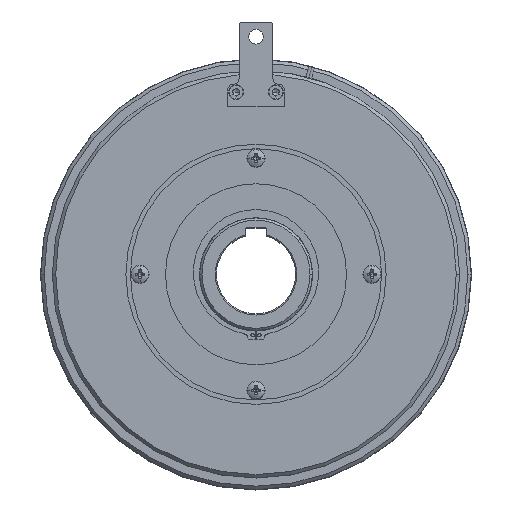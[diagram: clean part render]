
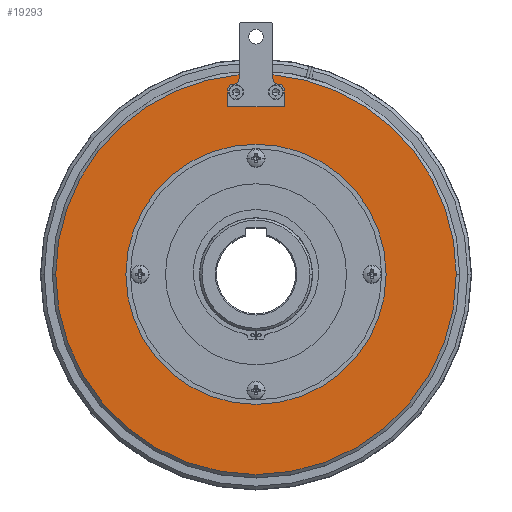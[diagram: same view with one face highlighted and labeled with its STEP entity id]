
A CAD part, top view. The second image highlights one B-rep face of the part: STEP entity #19293.
In plain terms, the highlighted planar face has unit normal (0, 0, 1).
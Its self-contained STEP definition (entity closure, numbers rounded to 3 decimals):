
#1405 = EDGE_CURVE ( 'NONE', #1406, #1407, #22480, .T. ) ;
#1406 = VERTEX_POINT ( 'NONE', #22406 ) ;
#1407 = VERTEX_POINT ( 'NONE', #22530 ) ;
#1441 = VERTEX_POINT ( 'NONE', #22875 ) ;
#1496 = VERTEX_POINT ( 'NONE', #22790 ) ;
#1513 = EDGE_CURVE ( 'NONE', #1496, #1441, #24076, .T. ) ;
#1560 = VERTEX_POINT ( 'NONE', #24265 ) ;
#1612 = EDGE_CURVE ( 'NONE', #1560, #1613, #24393, .T. ) ;
#1613 = VERTEX_POINT ( 'NONE', #24343 ) ;
#19080 = EDGE_CURVE ( 'NONE', #19312, #1496, #23059, .T. ) ;
#19093 = VERTEX_POINT ( 'NONE', #23093 ) ;
#19095 = ORIENTED_EDGE ( 'NONE', *, *, #1405, .T. ) ;
#19122 = EDGE_CURVE ( 'NONE', #1613, #1560, #23123, .T. ) ;
#19139 = VERTEX_POINT ( 'NONE', #23176 ) ;
#19140 = ORIENTED_EDGE ( 'NONE', *, *, #19141, .T. ) ;
#19141 = EDGE_CURVE ( 'NONE', #19139, #19170, #23173, .T. ) ;
#19143 = ORIENTED_EDGE ( 'NONE', *, *, #19144, .T. ) ;
#19144 = EDGE_CURVE ( 'NONE', #19170, #19329, #23137, .T. ) ;
#19145 = ORIENTED_EDGE ( 'NONE', *, *, #1612, .F. ) ;
#19155 = VERTEX_POINT ( 'NONE', #23206 ) ;
#19158 = EDGE_LOOP ( 'NONE', ( #19335, #19145 ) ) ;
#19166 = ORIENTED_EDGE ( 'NONE', *, *, #19080, .T. ) ;
#19168 = ORIENTED_EDGE ( 'NONE', *, *, #19169, .T. ) ;
#19169 = EDGE_CURVE ( 'NONE', #19256, #19139, #23197, .T. ) ;
#19170 = VERTEX_POINT ( 'NONE', #23182 ) ;
#19171 = EDGE_CURVE ( 'NONE', #19329, #19312, #23205, .T. ) ;
#19177 = EDGE_CURVE ( 'NONE', #19093, #19256, #23499, .T. ) ;
#19181 = EDGE_CURVE ( 'NONE', #19324, #19155, #23494, .T. ) ;
#19188 = EDGE_CURVE ( 'NONE', #19155, #19093, #23471, .T. ) ;
#19221 = ORIENTED_EDGE ( 'NONE', *, *, #19188, .T. ) ;
#19222 = EDGE_LOOP ( 'NONE', ( #19248, #19166, #19339, #19340, #19095, #19267, #19257, #19221, #19235, #19168, #19140, #19143 ) ) ;
#19235 = ORIENTED_EDGE ( 'NONE', *, *, #19177, .T. ) ;
#19248 = ORIENTED_EDGE ( 'NONE', *, *, #19171, .T. ) ;
#19256 = VERTEX_POINT ( 'NONE', #23462 ) ;
#19257 = ORIENTED_EDGE ( 'NONE', *, *, #19181, .T. ) ;
#19267 = ORIENTED_EDGE ( 'NONE', *, *, #19268, .T. ) ;
#19268 = EDGE_CURVE ( 'NONE', #1407, #19324, #23255, .T. ) ;
#19293 = ADVANCED_FACE ( 'NONE', ( #23277, #23276 ), #23279, .F. ) ;
#19312 = VERTEX_POINT ( 'NONE', #23379 ) ;
#19324 = VERTEX_POINT ( 'NONE', #23331 ) ;
#19329 = VERTEX_POINT ( 'NONE', #23372 ) ;
#19335 = ORIENTED_EDGE ( 'NONE', *, *, #19122, .F. ) ;
#19339 = ORIENTED_EDGE ( 'NONE', *, *, #1513, .T. ) ;
#19340 = ORIENTED_EDGE ( 'NONE', *, *, #19345, .T. ) ;
#19345 = EDGE_CURVE ( 'NONE', #1441, #1406, #23404, .T. ) ;
#22384 = DIRECTION ( 'NONE',  ( 0., 0., 1. ) ) ;
#22401 = AXIS2_PLACEMENT_3D ( 'NONE', #22527, #22384, #22481 ) ;
#22406 = CARTESIAN_POINT ( 'NONE',  ( 177., 0., 79. ) ) ;
#22480 = CIRCLE ( 'NONE', #22401, 177. ) ;
#22481 = DIRECTION ( 'NONE',  ( -1., 0., 0. ) ) ;
#22527 = CARTESIAN_POINT ( 'NONE',  ( 0., 0., 79. ) ) ;
#22530 = CARTESIAN_POINT ( 'NONE',  ( 15., 176.363, 79. ) ) ;
#22790 = CARTESIAN_POINT ( 'NONE',  ( -15., 176.363, 79. ) ) ;
#22875 = CARTESIAN_POINT ( 'NONE',  ( -177., 0., 79. ) ) ;
#23056 = DIRECTION ( 'NONE',  ( 0., 1., 0. ) ) ;
#23057 = VECTOR ( 'NONE', #23056, 1000. ) ;
#23058 = CARTESIAN_POINT ( 'NONE',  ( -15., 173., 79. ) ) ;
#23059 = LINE ( 'NONE', #23058, #23057 ) ;
#23093 = CARTESIAN_POINT ( 'NONE',  ( 25., 163., 79. ) ) ;
#23123 = CIRCLE ( 'NONE', #23156, 115. ) ;
#23133 = CARTESIAN_POINT ( 'NONE',  ( -20., 163., 79. ) ) ;
#23135 = AXIS2_PLACEMENT_3D ( 'NONE', #23133, #23142, #23141 ) ;
#23137 = CIRCLE ( 'NONE', #23135, 5. ) ;
#23141 = DIRECTION ( 'NONE',  ( 1., 0., 0. ) ) ;
#23142 = DIRECTION ( 'NONE',  ( 0., 0., -1. ) ) ;
#23156 = AXIS2_PLACEMENT_3D ( 'NONE', #23168, #23167, #23166 ) ;
#23166 = DIRECTION ( 'NONE',  ( 1., 0., 0. ) ) ;
#23167 = DIRECTION ( 'NONE',  ( 0., 0., 1. ) ) ;
#23168 = CARTESIAN_POINT ( 'NONE',  ( 0., 0., 79. ) ) ;
#23170 = DIRECTION ( 'NONE',  ( 0., 1., 0. ) ) ;
#23171 = VECTOR ( 'NONE', #23170, 1000. ) ;
#23172 = CARTESIAN_POINT ( 'NONE',  ( -25., 148., 79. ) ) ;
#23173 = LINE ( 'NONE', #23172, #23171 ) ;
#23176 = CARTESIAN_POINT ( 'NONE',  ( -25., 148., 79. ) ) ;
#23182 = CARTESIAN_POINT ( 'NONE',  ( -25., 163., 79. ) ) ;
#23183 = DIRECTION ( 'NONE',  ( 0., 0., 1. ) ) ;
#23196 = CARTESIAN_POINT ( 'NONE',  ( -20., 173., 79. ) ) ;
#23197 = LINE ( 'NONE', #23204, #23223 ) ;
#23199 = DIRECTION ( 'NONE',  ( -1., 0., 0. ) ) ;
#23204 = CARTESIAN_POINT ( 'NONE',  ( 25., 148., 79. ) ) ;
#23205 = CIRCLE ( 'NONE', #23222, 5. ) ;
#23206 = CARTESIAN_POINT ( 'NONE',  ( 20., 168., 79. ) ) ;
#23219 = DIRECTION ( 'NONE',  ( -1., 0., 0. ) ) ;
#23222 = AXIS2_PLACEMENT_3D ( 'NONE', #23196, #23183, #23219 ) ;
#23223 = VECTOR ( 'NONE', #23199, 1000. ) ;
#23243 = CARTESIAN_POINT ( 'NONE',  ( 0., 0., 79. ) ) ;
#23254 = CARTESIAN_POINT ( 'NONE',  ( 15., 220., 79. ) ) ;
#23255 = LINE ( 'NONE', #23254, #23260 ) ;
#23258 = DIRECTION ( 'NONE',  ( 0., -1., 0. ) ) ;
#23260 = VECTOR ( 'NONE', #23258, 1000. ) ;
#23276 = FACE_OUTER_BOUND ( 'NONE', #19222, .T. ) ;
#23277 = FACE_BOUND ( 'NONE', #19158, .T. ) ;
#23279 = PLANE ( 'NONE',  #23288 ) ;
#23288 = AXIS2_PLACEMENT_3D ( 'NONE', #23243, #23309, #23308 ) ;
#23308 = DIRECTION ( 'NONE',  ( -1., 0., 0. ) ) ;
#23309 = DIRECTION ( 'NONE',  ( 0., 0., -1. ) ) ;
#23331 = CARTESIAN_POINT ( 'NONE',  ( 15., 173., 79. ) ) ;
#23348 = CARTESIAN_POINT ( 'NONE',  ( 0., 0., 79. ) ) ;
#23361 = DIRECTION ( 'NONE',  ( -1., 0., 0. ) ) ;
#23362 = DIRECTION ( 'NONE',  ( 0., 0., 1. ) ) ;
#23372 = CARTESIAN_POINT ( 'NONE',  ( -20., 168., 79. ) ) ;
#23379 = CARTESIAN_POINT ( 'NONE',  ( -15., 173., 79. ) ) ;
#23384 = AXIS2_PLACEMENT_3D ( 'NONE', #23348, #23362, #23361 ) ;
#23404 = CIRCLE ( 'NONE', #23384, 177. ) ;
#23447 = CARTESIAN_POINT ( 'NONE',  ( 20., 163., 79. ) ) ;
#23449 = DIRECTION ( 'NONE',  ( 1., 0., 0. ) ) ;
#23450 = DIRECTION ( 'NONE',  ( 0., 0., 1. ) ) ;
#23460 = CARTESIAN_POINT ( 'NONE',  ( 20., 173., 79. ) ) ;
#23462 = CARTESIAN_POINT ( 'NONE',  ( 25., 148., 79. ) ) ;
#23464 = DIRECTION ( 'NONE',  ( 0., -1., 0. ) ) ;
#23470 = AXIS2_PLACEMENT_3D ( 'NONE', #23447, #23482, #23481 ) ;
#23471 = CIRCLE ( 'NONE', #23470, 5. ) ;
#23481 = DIRECTION ( 'NONE',  ( -1., 0., 0. ) ) ;
#23482 = DIRECTION ( 'NONE',  ( 0., 0., -1. ) ) ;
#23494 = CIRCLE ( 'NONE', #23510, 5. ) ;
#23499 = LINE ( 'NONE', #23518, #23509 ) ;
#23509 = VECTOR ( 'NONE', #23464, 1000. ) ;
#23510 = AXIS2_PLACEMENT_3D ( 'NONE', #23460, #23450, #23449 ) ;
#23518 = CARTESIAN_POINT ( 'NONE',  ( 25., 163., 79. ) ) ;
#24076 = CIRCLE ( 'NONE', #24095, 177. ) ;
#24080 = DIRECTION ( 'NONE',  ( -1., 0., 0. ) ) ;
#24093 = CARTESIAN_POINT ( 'NONE',  ( 0., 0., 79. ) ) ;
#24095 = AXIS2_PLACEMENT_3D ( 'NONE', #24093, #24103, #24080 ) ;
#24103 = DIRECTION ( 'NONE',  ( 0., 0., 1. ) ) ;
#24265 = CARTESIAN_POINT ( 'NONE',  ( -115., 0., 79. ) ) ;
#24343 = CARTESIAN_POINT ( 'NONE',  ( 115., 0., 79. ) ) ;
#24344 = DIRECTION ( 'NONE',  ( 1., 0., 0. ) ) ;
#24345 = DIRECTION ( 'NONE',  ( 0., 0., 1. ) ) ;
#24379 = CARTESIAN_POINT ( 'NONE',  ( 0., 0., 79. ) ) ;
#24392 = AXIS2_PLACEMENT_3D ( 'NONE', #24379, #24345, #24344 ) ;
#24393 = CIRCLE ( 'NONE', #24392, 115. ) ;
